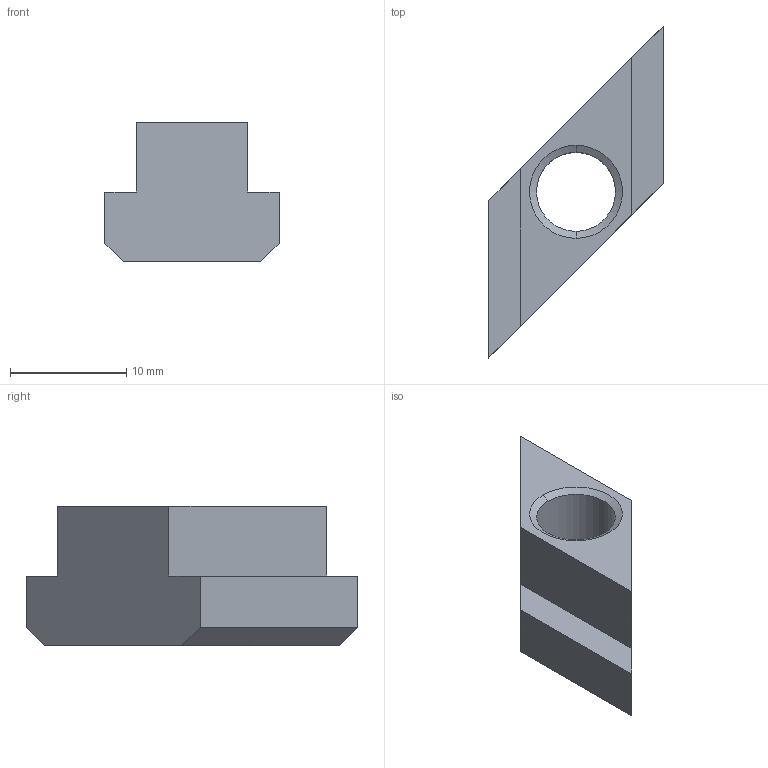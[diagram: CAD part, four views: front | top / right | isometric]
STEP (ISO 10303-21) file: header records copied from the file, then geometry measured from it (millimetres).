
FILE_DESCRIPTION(('STEP AP214'),'1');
FILE_NAME('HALDERN_EH_23020_0600.stp','2014-10-09T11:17:38',('TraceParts'),('TraceParts S.A.'),'Spatial InterOp 3D',' ',' ');
FILE_SCHEMA(('automotive_design'));
Length unit declared in the file: millimetre
Products named in the file (1): 1
Bounding box: 15 x 28.58 x 12 mm (x, y, z)
Volume: 1531 mm3; surface area: 1296.4 mm2
Topology: 1 solids, 1 shells, 16 faces, 43 edges, 29 vertices
Faces by surface type: plane 12, cylinder 2, cone 2
Entity records: 660 total; most frequent: CARTESIAN_POINT 89, DIRECTION 86, ORIENTED_EDGE 86, EDGE_CURVE 43, LINE 34, VECTOR 34, VERTEX_POINT 29, AXIS2_PLACEMENT_3D 26
